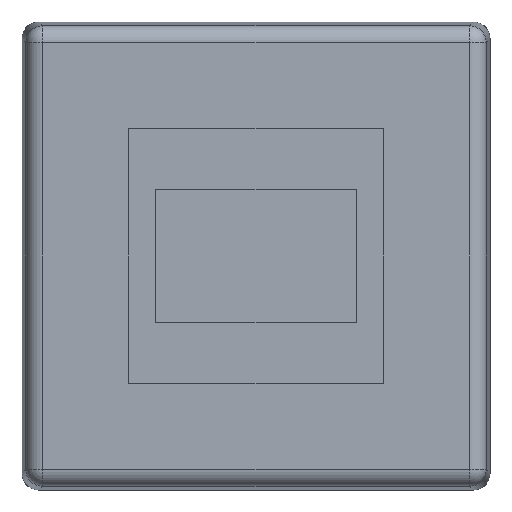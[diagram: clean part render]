
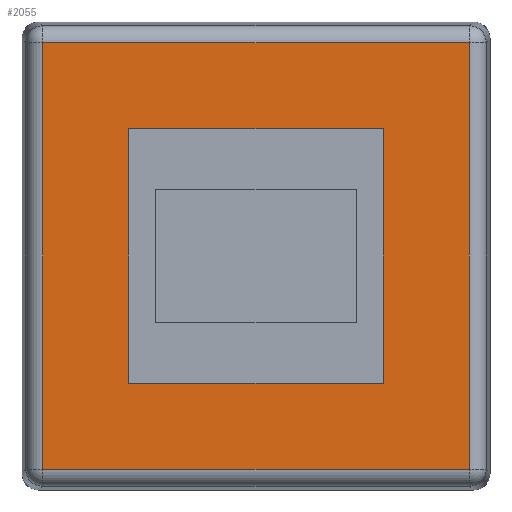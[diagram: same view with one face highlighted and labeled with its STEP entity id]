
A CAD part, front view. The second image highlights one B-rep face of the part: STEP entity #2055.
In plain terms, the highlighted planar face has unit normal (0, -1, 0).
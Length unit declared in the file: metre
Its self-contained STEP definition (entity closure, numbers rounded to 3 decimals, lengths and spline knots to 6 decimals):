
#361=ORIENTED_EDGE('',*,*,#844,.T.);
#362=ORIENTED_EDGE('',*,*,#845,.T.);
#363=ORIENTED_EDGE('',*,*,#846,.T.);
#364=ORIENTED_EDGE('',*,*,#847,.T.);
#844=EDGE_CURVE('',#1090,#1091,#1305,.F.);
#845=EDGE_CURVE('',#1091,#1092,#1306,.F.);
#846=EDGE_CURVE('',#1092,#1093,#1307,.F.);
#847=EDGE_CURVE('',#1093,#1090,#1308,.F.);
#1090=VERTEX_POINT('',#3365);
#1091=VERTEX_POINT('',#3366);
#1092=VERTEX_POINT('',#3368);
#1093=VERTEX_POINT('',#3370);
#1305=LINE('',#3364,#1566);
#1306=LINE('',#3367,#1567);
#1307=LINE('',#3369,#1568);
#1308=LINE('',#3371,#1569);
#1566=VECTOR('',#2727,1.);
#1567=VECTOR('',#2728,1.);
#1568=VECTOR('',#2729,1.);
#1569=VECTOR('',#2730,1.);
#1719=EDGE_LOOP('',(#361,#362,#363,#364));
#1838=FACE_BOUND('',#1719,.T.);
#1953=PLANE('',#2358);
#2055=ADVANCED_FACE('',(#1838),#1953,.T.);
#2358=AXIS2_PLACEMENT_3D('',#3363,#2725,#2726);
#2725=DIRECTION('',(0.,-1.,0.));
#2726=DIRECTION('',(1.,0.,0.));
#2727=DIRECTION('',(0.,0.,1.));
#2728=DIRECTION('',(-1.,0.,0.));
#2729=DIRECTION('',(0.,0.,-1.));
#2730=DIRECTION('',(1.,0.,0.));
#3363=CARTESIAN_POINT('',(0.,-0.007,0.));
#3364=CARTESIAN_POINT('',(-0.003193,-0.007,-0.003189));
#3365=CARTESIAN_POINT('',(-0.003193,-0.007,0.003193));
#3366=CARTESIAN_POINT('',(-0.003193,-0.007,-0.003193));
#3367=CARTESIAN_POINT('',(0.003189,-0.007,-0.003193));
#3368=CARTESIAN_POINT('',(0.003193,-0.007,-0.003193));
#3369=CARTESIAN_POINT('',(0.003193,-0.007,0.003189));
#3370=CARTESIAN_POINT('',(0.003193,-0.007,0.003193));
#3371=CARTESIAN_POINT('',(-0.003189,-0.007,0.003193));
